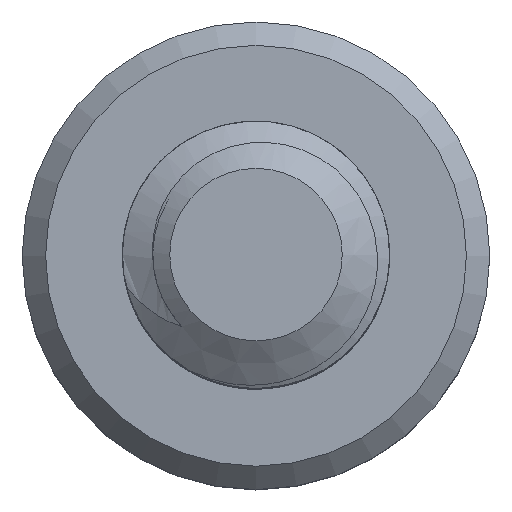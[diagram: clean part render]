
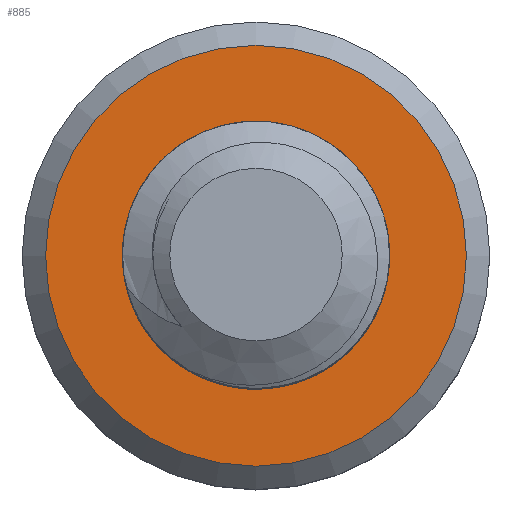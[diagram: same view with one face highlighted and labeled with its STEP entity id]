
A CAD part, top view. The second image highlights one B-rep face of the part: STEP entity #885.
In plain terms, the highlighted planar face has unit normal (0, 0, 1).
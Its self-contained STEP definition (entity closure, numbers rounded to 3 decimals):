
#16=FACE_BOUND('',#137,.T.);
#19=PLANE('',#975);
#83=FACE_OUTER_BOUND('',#136,.T.);
#136=EDGE_LOOP('',(#769,#770));
#137=EDGE_LOOP('',(#771,#772,#773,#774));
#150=CIRCLE('',#919,2.);
#154=CIRCLE('',#951,3.15);
#155=CIRCLE('',#952,3.15);
#164=CIRCLE('',#966,1.545);
#233=B_SPLINE_CURVE_WITH_KNOTS('',3,(#7150,#7151,#7152,#7153,#7154,#7155,
#7156,#7157,#7158,#7159,#7160,#7161,#7162,#7163,#7164,#7165,#7166,#7167,
#7168,#7169,#7170,#7171,#7172,#7173,#7174,#7175,#7176,#7177,#7178,#7179,
#7180,#7181,#7182,#7183,#7184,#7185,#7186,#7187,#7188,#7189,#7190,#7191,
#7192,#7193,#7194,#7195),.UNSPECIFIED.,.F.,.F.,(4,3,3,3,3,3,3,3,3,3,3,3,
3,3,3,4),(0.,0.038,0.049,0.083,0.116,
0.149,0.188,0.206,0.22,
0.228,0.257,0.282,0.296,
0.367,0.412,0.461),.UNSPECIFIED.);
#234=B_SPLINE_CURVE_WITH_KNOTS('',3,(#7606,#7607,#7608,#7609,#7610,#7611,
#7612,#7613,#7614,#7615,#7616,#7617,#7618,#7619,#7620,#7621,#7622,#7623,
#7624,#7625,#7626,#7627,#7628,#7629,#7630,#7631,#7632,#7633,#7634,#7635,
#7636,#7637,#7638,#7639,#7640,#7641,#7642,#7643,#7644,#7645,#7646,#7647,
#7648,#7649,#7650,#7651,#7652,#7653,#7654),.UNSPECIFIED.,.F.,.F.,(4,3,3,
3,3,3,3,3,3,3,3,3,3,3,3,3,4),(0.,0.029,0.036,
0.058,0.066,0.074,0.107,
0.133,0.164,0.169,0.195,
0.204,0.211,0.231,0.248,
0.267,0.274),.UNSPECIFIED.);
#325=VERTEX_POINT('',#1179);
#326=VERTEX_POINT('',#1235);
#385=VERTEX_POINT('',#6469);
#386=VERTEX_POINT('',#6471);
#398=VERTEX_POINT('',#6633);
#399=VERTEX_POINT('',#6683);
#412=EDGE_CURVE('',#325,#326,#150,.T.);
#499=EDGE_CURVE('',#386,#385,#154,.T.);
#500=EDGE_CURVE('',#385,#386,#155,.T.);
#517=EDGE_CURVE('',#399,#398,#164,.T.);
#521=EDGE_CURVE('',#398,#326,#233,.T.);
#522=EDGE_CURVE('',#325,#399,#234,.T.);
#769=ORIENTED_EDGE('',*,*,#499,.T.);
#770=ORIENTED_EDGE('',*,*,#500,.T.);
#771=ORIENTED_EDGE('',*,*,#412,.F.);
#772=ORIENTED_EDGE('',*,*,#522,.T.);
#773=ORIENTED_EDGE('',*,*,#517,.T.);
#774=ORIENTED_EDGE('',*,*,#521,.T.);
#885=ADVANCED_FACE('',(#83,#16),#19,.F.);
#919=AXIS2_PLACEMENT_3D('',#1236,#993,#994);
#951=AXIS2_PLACEMENT_3D('',#6472,#1085,#1086);
#952=AXIS2_PLACEMENT_3D('',#6473,#1087,#1088);
#966=AXIS2_PLACEMENT_3D('',#6684,#1118,#1119);
#975=AXIS2_PLACEMENT_3D('',#7666,#1136,#1137);
#993=DIRECTION('center_axis',(0.,0.,1.));
#994=DIRECTION('ref_axis',(1.,0.,0.));
#1085=DIRECTION('center_axis',(0.,0.,1.));
#1086=DIRECTION('ref_axis',(-1.,0.,0.));
#1087=DIRECTION('center_axis',(0.,0.,1.));
#1088=DIRECTION('ref_axis',(-1.,0.,0.));
#1118=DIRECTION('center_axis',(0.,0.,-1.));
#1119=DIRECTION('ref_axis',(1.,0.,0.));
#1136=DIRECTION('center_axis',(0.,0.,-1.));
#1137=DIRECTION('ref_axis',(-1.,0.,0.));
#1179=CARTESIAN_POINT('',(1.954,-0.429,-10.));
#1235=CARTESIAN_POINT('',(1.69,1.07,-10.));
#1236=CARTESIAN_POINT('Origin',(0.,0.,-10.));
#6469=CARTESIAN_POINT('',(3.15,0.,-10.));
#6471=CARTESIAN_POINT('',(-3.15,0.,-10.));
#6472=CARTESIAN_POINT('Origin',(0.,0.,-10.));
#6473=CARTESIAN_POINT('Origin',(0.,0.,-10.));
#6633=CARTESIAN_POINT('',(-1.509,0.331,-10.));
#6683=CARTESIAN_POINT('',(-1.306,-0.827,-10.));
#6684=CARTESIAN_POINT('Origin',(0.,0.,-10.));
#7150=CARTESIAN_POINT('Ctrl Pts',(-1.509,0.331,-10.));
#7151=CARTESIAN_POINT('Ctrl Pts',(-1.498,0.458,-10.));
#7152=CARTESIAN_POINT('Ctrl Pts',(-1.47,0.583,-10.));
#7153=CARTESIAN_POINT('Ctrl Pts',(-1.427,0.704,-10.));
#7154=CARTESIAN_POINT('Ctrl Pts',(-1.416,0.737,-10.));
#7155=CARTESIAN_POINT('Ctrl Pts',(-1.403,0.769,-10.));
#7156=CARTESIAN_POINT('Ctrl Pts',(-1.388,0.802,-10.));
#7157=CARTESIAN_POINT('Ctrl Pts',(-1.342,0.906,-10.));
#7158=CARTESIAN_POINT('Ctrl Pts',(-1.285,1.007,-10.));
#7159=CARTESIAN_POINT('Ctrl Pts',(-1.219,1.1,-10.));
#7160=CARTESIAN_POINT('Ctrl Pts',(-1.155,1.191,-10.));
#7161=CARTESIAN_POINT('Ctrl Pts',(-1.082,1.274,-10.));
#7162=CARTESIAN_POINT('Ctrl Pts',(-1.002,1.35,-10.));
#7163=CARTESIAN_POINT('Ctrl Pts',(-0.922,1.426,-10.));
#7164=CARTESIAN_POINT('Ctrl Pts',(-0.834,1.493,-10.));
#7165=CARTESIAN_POINT('Ctrl Pts',(-0.741,1.552,-10.));
#7166=CARTESIAN_POINT('Ctrl Pts',(-0.629,1.623,-10.));
#7167=CARTESIAN_POINT('Ctrl Pts',(-0.509,1.68,-10.));
#7168=CARTESIAN_POINT('Ctrl Pts',(-0.384,1.722,-10.));
#7169=CARTESIAN_POINT('Ctrl Pts',(-0.328,1.742,-10.));
#7170=CARTESIAN_POINT('Ctrl Pts',(-0.27,1.758,-10.));
#7171=CARTESIAN_POINT('Ctrl Pts',(-0.212,1.771,-10.));
#7172=CARTESIAN_POINT('Ctrl Pts',(-0.165,1.782,-10.));
#7173=CARTESIAN_POINT('Ctrl Pts',(-0.118,1.79,-10.));
#7174=CARTESIAN_POINT('Ctrl Pts',(-0.071,1.797,-10.));
#7175=CARTESIAN_POINT('Ctrl Pts',(-0.047,1.8,
-10.));
#7176=CARTESIAN_POINT('Ctrl Pts',(-0.024,1.803,-10.));
#7177=CARTESIAN_POINT('Ctrl Pts',(0.,1.805,
-10.));
#7178=CARTESIAN_POINT('Ctrl Pts',(0.093,1.814,-10.));
#7179=CARTESIAN_POINT('Ctrl Pts',(0.184,1.816,-10.));
#7180=CARTESIAN_POINT('Ctrl Pts',(0.271,1.812,-10.));
#7181=CARTESIAN_POINT('Ctrl Pts',(0.344,1.809,-10.));
#7182=CARTESIAN_POINT('Ctrl Pts',(0.415,1.801,-10.));
#7183=CARTESIAN_POINT('Ctrl Pts',(0.482,1.79,-10.));
#7184=CARTESIAN_POINT('Ctrl Pts',(0.52,1.784,-10.));
#7185=CARTESIAN_POINT('Ctrl Pts',(0.558,1.777,-10.));
#7186=CARTESIAN_POINT('Ctrl Pts',(0.595,1.769,-10.));
#7187=CARTESIAN_POINT('Ctrl Pts',(0.78,1.728,-10.));
#7188=CARTESIAN_POINT('Ctrl Pts',(0.958,1.659,-10.));
#7189=CARTESIAN_POINT('Ctrl Pts',(1.123,1.565,-10.));
#7190=CARTESIAN_POINT('Ctrl Pts',(1.229,1.504,-10.));
#7191=CARTESIAN_POINT('Ctrl Pts',(1.328,1.434,-10.));
#7192=CARTESIAN_POINT('Ctrl Pts',(1.42,1.355,-10.));
#7193=CARTESIAN_POINT('Ctrl Pts',(1.519,1.27,-10.));
#7194=CARTESIAN_POINT('Ctrl Pts',(1.61,1.174,-10.));
#7195=CARTESIAN_POINT('Ctrl Pts',(1.69,1.07,-10.));
#7606=CARTESIAN_POINT('Ctrl Pts',(1.954,-0.429,-10.));
#7607=CARTESIAN_POINT('Ctrl Pts',(1.924,-0.52,-10.));
#7608=CARTESIAN_POINT('Ctrl Pts',(1.888,-0.609,-10.));
#7609=CARTESIAN_POINT('Ctrl Pts',(1.845,-0.695,-10.));
#7610=CARTESIAN_POINT('Ctrl Pts',(1.835,-0.716,-10.));
#7611=CARTESIAN_POINT('Ctrl Pts',(1.824,-0.737,-10.));
#7612=CARTESIAN_POINT('Ctrl Pts',(1.813,-0.758,-10.));
#7613=CARTESIAN_POINT('Ctrl Pts',(1.779,-0.823,-10.));
#7614=CARTESIAN_POINT('Ctrl Pts',(1.735,-0.895,-10.));
#7615=CARTESIAN_POINT('Ctrl Pts',(1.682,-0.971,-10.));
#7616=CARTESIAN_POINT('Ctrl Pts',(1.662,-0.999,-10.));
#7617=CARTESIAN_POINT('Ctrl Pts',(1.641,-1.028,-10.));
#7618=CARTESIAN_POINT('Ctrl Pts',(1.618,-1.056,-10.));
#7619=CARTESIAN_POINT('Ctrl Pts',(1.594,-1.086,-10.));
#7620=CARTESIAN_POINT('Ctrl Pts',(1.569,-1.116,-10.));
#7621=CARTESIAN_POINT('Ctrl Pts',(1.544,-1.144,-10.));
#7622=CARTESIAN_POINT('Ctrl Pts',(1.443,-1.256,-10.));
#7623=CARTESIAN_POINT('Ctrl Pts',(1.329,-1.355,-10.));
#7624=CARTESIAN_POINT('Ctrl Pts',(1.204,-1.439,-10.));
#7625=CARTESIAN_POINT('Ctrl Pts',(1.108,-1.503,-10.));
#7626=CARTESIAN_POINT('Ctrl Pts',(1.005,-1.559,-10.));
#7627=CARTESIAN_POINT('Ctrl Pts',(0.899,-1.604,-10.));
#7628=CARTESIAN_POINT('Ctrl Pts',(0.77,-1.659,-10.));
#7629=CARTESIAN_POINT('Ctrl Pts',(0.635,-1.698,-10.));
#7630=CARTESIAN_POINT('Ctrl Pts',(0.497,-1.722,-10.));
#7631=CARTESIAN_POINT('Ctrl Pts',(0.475,-1.726,-10.));
#7632=CARTESIAN_POINT('Ctrl Pts',(0.453,-1.73,-10.));
#7633=CARTESIAN_POINT('Ctrl Pts',(0.43,-1.733,-10.));
#7634=CARTESIAN_POINT('Ctrl Pts',(0.312,-1.749,-10.));
#7635=CARTESIAN_POINT('Ctrl Pts',(0.164,-1.757,-10.));
#7636=CARTESIAN_POINT('Ctrl Pts',(0.,-1.74,
-10.));
#7637=CARTESIAN_POINT('Ctrl Pts',(-0.057,-1.734,
-10.));
#7638=CARTESIAN_POINT('Ctrl Pts',(-0.116,-1.725,
-10.));
#7639=CARTESIAN_POINT('Ctrl Pts',(-0.177,-1.713,
-10.));
#7640=CARTESIAN_POINT('Ctrl Pts',(-0.228,-1.702,
-10.));
#7641=CARTESIAN_POINT('Ctrl Pts',(-0.281,-1.688,
-10.));
#7642=CARTESIAN_POINT('Ctrl Pts',(-0.333,-1.671,
-10.));
#7643=CARTESIAN_POINT('Ctrl Pts',(-0.468,-1.628,
-10.));
#7644=CARTESIAN_POINT('Ctrl Pts',(-0.596,-1.568,
-10.));
#7645=CARTESIAN_POINT('Ctrl Pts',(-0.716,-1.492,
-10.));
#7646=CARTESIAN_POINT('Ctrl Pts',(-0.815,-1.429,
-10.));
#7647=CARTESIAN_POINT('Ctrl Pts',(-0.907,-1.354,
-10.));
#7648=CARTESIAN_POINT('Ctrl Pts',(-0.99,-1.271,
-10.));
#7649=CARTESIAN_POINT('Ctrl Pts',(-1.083,-1.178,-10.));
#7650=CARTESIAN_POINT('Ctrl Pts',(-1.165,-1.074,-10.));
#7651=CARTESIAN_POINT('Ctrl Pts',(-1.233,-0.961,
-10.));
#7652=CARTESIAN_POINT('Ctrl Pts',(-1.259,-0.917,
-10.));
#7653=CARTESIAN_POINT('Ctrl Pts',(-1.284,-0.872,
-10.));
#7654=CARTESIAN_POINT('Ctrl Pts',(-1.306,-0.827,
-10.));
#7666=CARTESIAN_POINT('Origin',(0.,0.,-10.));
